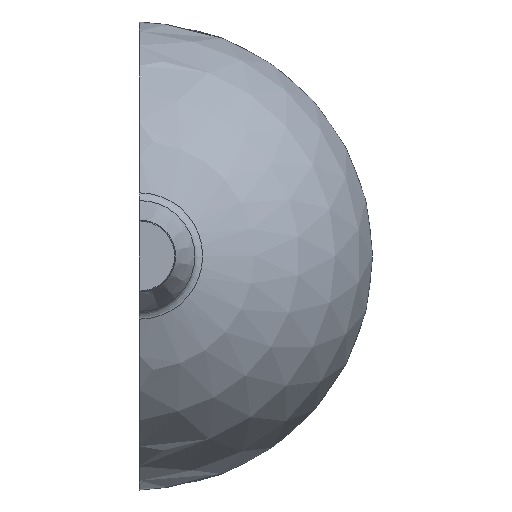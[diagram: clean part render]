
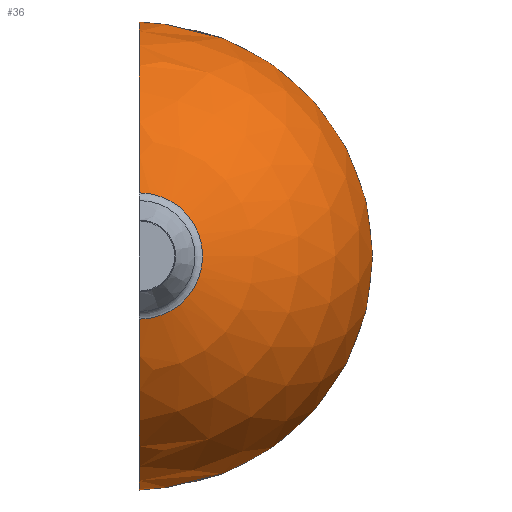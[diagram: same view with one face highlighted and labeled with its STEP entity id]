
A CAD part, left-side view. The second image highlights one B-rep face of the part: STEP entity #36.
In plain terms, the highlighted spherical face has radius 20 mm.
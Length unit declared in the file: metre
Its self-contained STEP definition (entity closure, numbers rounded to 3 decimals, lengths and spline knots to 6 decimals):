
#36 = ADVANCED_FACE( '', ( #72 ), #73, .T. );
#72 = FACE_OUTER_BOUND( '', #104, .T. );
#73 = SPHERICAL_SURFACE( '', #105, 0.02 );
#104 = EDGE_LOOP( '', ( #146, #147 ) );
#105 = AXIS2_PLACEMENT_3D( '', #148, #149, #150 );
#146 = ORIENTED_EDGE( '', *, *, #188, .T. );
#147 = ORIENTED_EDGE( '', *, *, #202, .T. );
#148 = CARTESIAN_POINT( '', ( 0., 0., 0. ) );
#149 = DIRECTION( '', ( -1., 0., 0. ) );
#150 = DIRECTION( '', ( 0., 0., -1. ) );
#188 = EDGE_CURVE( '', #213, #214, #215, .T. );
#202 = EDGE_CURVE( '', #214, #213, #237, .T. );
#213 = VERTEX_POINT( '', #248 );
#214 = VERTEX_POINT( '', #249 );
#215 = CIRCLE( '', #250, 0.02 );
#237 = CIRCLE( '', #277, 0.005387 );
#248 = CARTESIAN_POINT( '', ( -0.019261, 0., -0.005387 ) );
#249 = CARTESIAN_POINT( '', ( -0.019261, 0., 0.005387 ) );
#250 = AXIS2_PLACEMENT_3D( '', #288, #289, #290 );
#277 = AXIS2_PLACEMENT_3D( '', #314, #315, #316 );
#288 = CARTESIAN_POINT( '', ( 0., 0., 0. ) );
#289 = DIRECTION( '', ( 0., -1., 0. ) );
#290 = DIRECTION( '', ( 0., 0., 1. ) );
#314 = CARTESIAN_POINT( '', ( -0.019261, 0., 0. ) );
#315 = DIRECTION( '', ( 1., 0., 0. ) );
#316 = DIRECTION( '', ( 0., 0., -1. ) );
